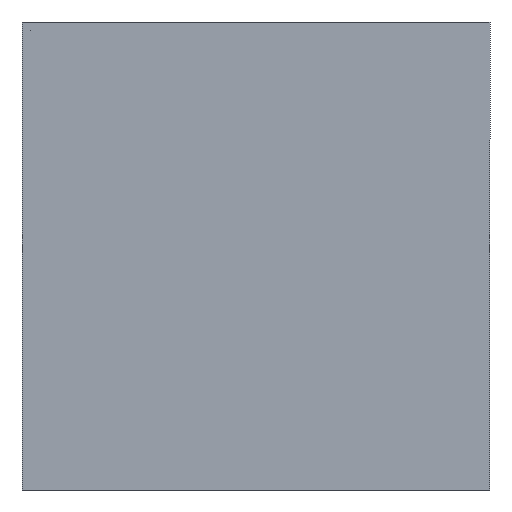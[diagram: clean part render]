
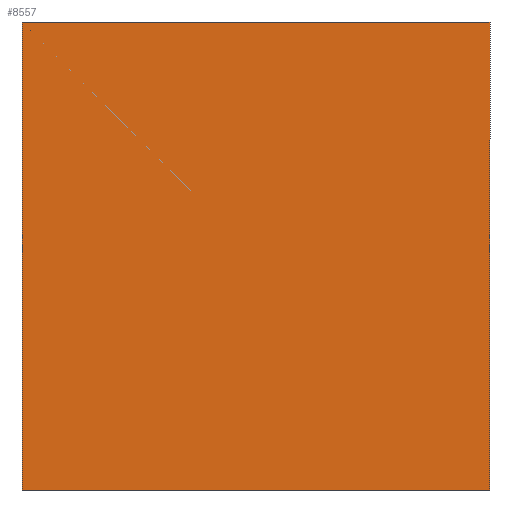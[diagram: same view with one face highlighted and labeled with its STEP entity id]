
A CAD part, front view. The second image highlights one B-rep face of the part: STEP entity #8557.
In plain terms, the highlighted planar face has unit normal (0, -1, 0).
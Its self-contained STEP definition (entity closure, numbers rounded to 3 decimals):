
#458 = CARTESIAN_POINT ( 'NONE',  ( 5., 0., 5. ) ) ;
#528 = EDGE_CURVE ( 'NONE', #4326, #4336, #3716, .T. ) ;
#737 = DIRECTION ( 'NONE',  ( -1., 0., 0. ) ) ;
#875 = FACE_OUTER_BOUND ( 'NONE', #4297, .T. ) ;
#924 = LINE ( 'NONE', #4033, #3199 ) ;
#1415 = VECTOR ( 'NONE', #737, 1000. ) ;
#1490 = DIRECTION ( 'NONE',  ( 0., 1., 0. ) ) ;
#1648 = CARTESIAN_POINT ( 'NONE',  ( -5., 0., -5. ) ) ;
#2412 = LINE ( 'NONE', #10062, #7130 ) ;
#2606 = LINE ( 'NONE', #10002, #4942 ) ;
#3199 = VECTOR ( 'NONE', #5333, 1000. ) ;
#3608 = EDGE_CURVE ( 'NONE', #10356, #4878, #2412, .T. ) ;
#3716 = LINE ( 'NONE', #8552, #1415 ) ;
#3839 = DIRECTION ( 'NONE',  ( 0., 0., -1. ) ) ;
#3904 = DIRECTION ( 'NONE',  ( 1., 0., 0. ) ) ;
#4033 = CARTESIAN_POINT ( 'NONE',  ( -5., 0., -5. ) ) ;
#4297 = EDGE_LOOP ( 'NONE', ( #5181, #7315, #7005, #4657 ) ) ;
#4326 = VERTEX_POINT ( 'NONE', #8603 ) ;
#4336 = VERTEX_POINT ( 'NONE', #1648 ) ;
#4657 = ORIENTED_EDGE ( 'NONE', *, *, #528, .F. ) ;
#4878 = VERTEX_POINT ( 'NONE', #458 ) ;
#4942 = VECTOR ( 'NONE', #3839, 1000. ) ;
#5181 = ORIENTED_EDGE ( 'NONE', *, *, #7553, .F. ) ;
#5333 = DIRECTION ( 'NONE',  ( 0., 0., 1. ) ) ;
#5923 = EDGE_CURVE ( 'NONE', #4336, #10356, #924, .T. ) ;
#6639 = CARTESIAN_POINT ( 'NONE',  ( 0., 0., 0. ) ) ;
#6709 = PLANE ( 'NONE',  #9949 ) ;
#7005 = ORIENTED_EDGE ( 'NONE', *, *, #5923, .F. ) ;
#7130 = VECTOR ( 'NONE', #3904, 1000. ) ;
#7315 = ORIENTED_EDGE ( 'NONE', *, *, #3608, .F. ) ;
#7553 = EDGE_CURVE ( 'NONE', #4878, #4326, #2606, .T. ) ;
#7639 = DIRECTION ( 'NONE',  ( 0., 0., 1. ) ) ;
#8552 = CARTESIAN_POINT ( 'NONE',  ( -5., 0., -5. ) ) ;
#8557 = ADVANCED_FACE ( 'NONE', ( #875 ), #6709, .F. ) ;
#8603 = CARTESIAN_POINT ( 'NONE',  ( 5., 0., -5. ) ) ;
#9949 = AXIS2_PLACEMENT_3D ( 'NONE', #6639, #1490, #7639 ) ;
#10002 = CARTESIAN_POINT ( 'NONE',  ( 5., 0., -5. ) ) ;
#10062 = CARTESIAN_POINT ( 'NONE',  ( -5., 0., 5. ) ) ;
#10356 = VERTEX_POINT ( 'NONE', #10924 ) ;
#10924 = CARTESIAN_POINT ( 'NONE',  ( -5., 0., 5. ) ) ;
